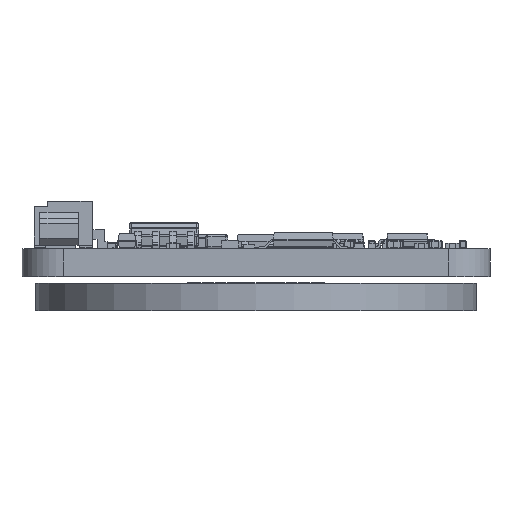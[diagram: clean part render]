
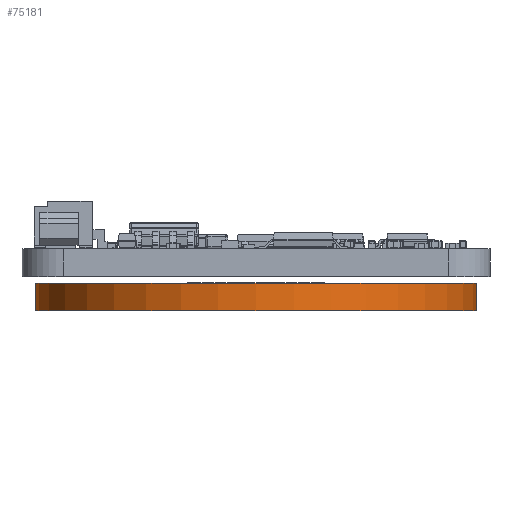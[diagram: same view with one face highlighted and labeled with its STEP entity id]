
A CAD part, front view. The second image highlights one B-rep face of the part: STEP entity #75181.
In plain terms, the highlighted cylindrical face has radius 16 mm (diameter 32 mm), a partial arc.
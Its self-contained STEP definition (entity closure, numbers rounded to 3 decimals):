
#74975=CARTESIAN_POINT('',(50.,50.,-2.53));
#74976=DIRECTION('',(0.,0.,-1.));
#74977=DIRECTION('',(1.,0.,0.));
#74978=AXIS2_PLACEMENT_3D('',#74975,#74976,#74977);
#75007=DIRECTION('',(0.,0.,-1.));
#75008=VECTOR('',#75007,2.);
#75009=CARTESIAN_POINT('',(66.,50.,-2.53));
#75010=LINE('',#75009,#75008);
#75014=DIRECTION('',(0.,0.,-1.));
#75015=VECTOR('',#75014,2.);
#75016=CARTESIAN_POINT('',(34.,50.,-2.53));
#75017=LINE('',#75016,#75015);
#75037=CARTESIAN_POINT('',(50.,50.,-4.53));
#75038=DIRECTION('',(0.,0.,-1.));
#75039=DIRECTION('',(1.,0.,0.));
#75040=AXIS2_PLACEMENT_3D('',#75037,#75038,#75039);
#75113=CARTESIAN_POINT('',(66.,50.,-2.53));
#75114=CARTESIAN_POINT('',(34.,50.,-2.53));
#75115=VERTEX_POINT('',#75113);
#75116=VERTEX_POINT('',#75114);
#75121=CARTESIAN_POINT('',(66.,50.,-4.53));
#75122=CARTESIAN_POINT('',(34.,50.,-4.53));
#75123=VERTEX_POINT('',#75121);
#75124=VERTEX_POINT('',#75122);
#75167=CARTESIAN_POINT('',(50.,50.,-2.53));
#75168=DIRECTION('',(0.,0.,-1.));
#75169=DIRECTION('',(1.,0.,0.));
#75170=AXIS2_PLACEMENT_3D('',#75167,#75168,#75169);
#75171=CYLINDRICAL_SURFACE('',#75170,16.);
#75172=ORIENTED_EDGE('',*,*,#75142,.F.);
#75174=ORIENTED_EDGE('',*,*,#75173,.T.);
#75176=ORIENTED_EDGE('',*,*,#75175,.T.);
#75178=ORIENTED_EDGE('',*,*,#75177,.F.);
#75179=EDGE_LOOP('',(#75172,#75174,#75176,#75178));
#75180=FACE_OUTER_BOUND('',#75179,.F.);
#75181=ADVANCED_FACE('',(#75180),#75171,.T.);
#74979=CIRCLE('',#74978,16.);
#75041=CIRCLE('',#75040,16.);
#75142=EDGE_CURVE('',#75115,#75116,#74979,.T.);
#75173=EDGE_CURVE('',#75115,#75123,#75010,.T.);
#75175=EDGE_CURVE('',#75123,#75124,#75041,.T.);
#75177=EDGE_CURVE('',#75116,#75124,#75017,.T.);
